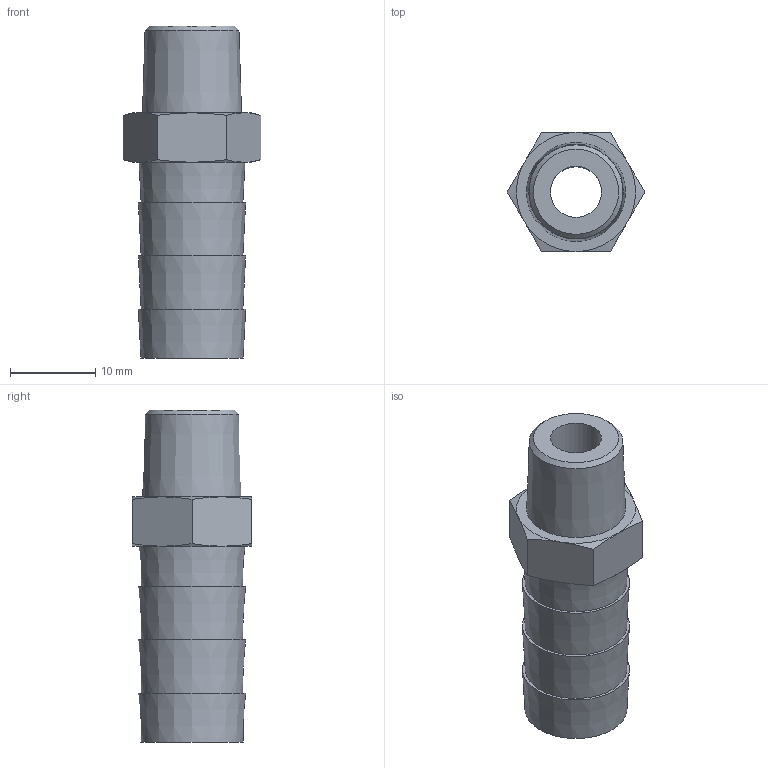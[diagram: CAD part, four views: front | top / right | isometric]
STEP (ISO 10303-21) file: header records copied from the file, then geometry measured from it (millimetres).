
FILE_DESCRIPTION(/* description */ ('Unknown'),/* implementation_level */ '2;1');
FILE_NAME(/* name */ 'DN6x12mm',/* time_stamp */ '2022-12-13T14:56:47+08:00',/* author */ ('Unknown'),/* organization */ ('Unknown'),/* preprocessor_version */ 'ST-DEVELOPER v16.7',/* originating_system */ 'DEX',/* authorisation */ $);
FILE_SCHEMA (('AUTOMOTIVE_DESIGN {1 0 10303 214 3 1 1}'));
Length unit declared in the file: millimetre
Products named in the file (2): DN6x12mm; R-144-DN6-12
Assembly tree (1 placements, depth 2):
  DN6x12mm
    R-144-DN6-12
Bounding box: 16.17 x 14 x 39 mm (x, y, z)
Volume: 3619.7 mm3; surface area: 3000 mm2
Topology: 1 solids, 1 shells, 36 faces, 71 edges, 42 vertices
Faces by surface type: cone 22, plane 13, cylinder 1
Full cylindrical faces by diameter (mm): 6 x1
Entity records: 929 total; most frequent: CARTESIAN_POINT 210, DIRECTION 140, ORIENTED_EDGE 118, AXIS2_PLACEMENT_3D 67, EDGE_CURVE 59, EDGE_LOOP 54, FACE_BOUND 54, VERTEX_POINT 41
